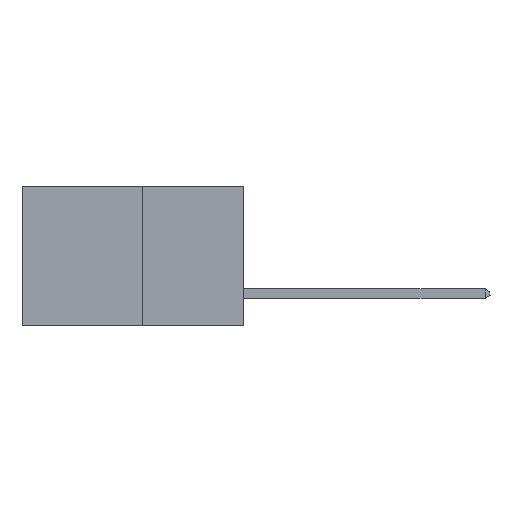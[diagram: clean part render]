
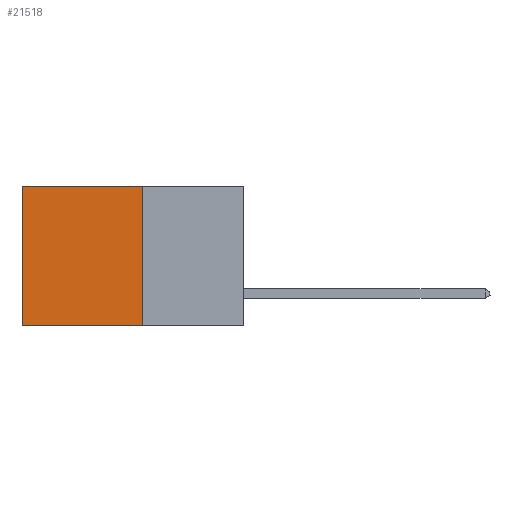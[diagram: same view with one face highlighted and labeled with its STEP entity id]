
A CAD part, left-side view. The second image highlights one B-rep face of the part: STEP entity #21518.
In plain terms, the highlighted planar face has unit normal (-1, 0, 0).
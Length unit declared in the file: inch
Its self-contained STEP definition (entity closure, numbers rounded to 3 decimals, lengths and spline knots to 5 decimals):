
#530 = LINE ( 'NONE', #8394, #20974 ) ;
#941 = EDGE_CURVE ( 'NONE', #33322, #23880, #8725, .T. ) ;
#1932 = FACE_OUTER_BOUND ( 'NONE', #19973, .T. ) ;
#6148 = CARTESIAN_POINT ( 'NONE',  ( 0.277, 0.27, -0.37 ) ) ;
#7341 = DIRECTION ( 'NONE',  ( 0., 0., -1. ) ) ;
#8146 = EDGE_CURVE ( 'NONE', #33322, #18892, #11058, .T. ) ;
#8394 = CARTESIAN_POINT ( 'NONE',  ( 0.277, 0.59, -0.37 ) ) ;
#8725 = LINE ( 'NONE', #21884, #22010 ) ;
#11058 = LINE ( 'NONE', #17941, #24349 ) ;
#11793 = ORIENTED_EDGE ( 'NONE', *, *, #941, .T. ) ;
#11976 = CARTESIAN_POINT ( 'NONE',  ( 0.277, 0.59, 0. ) ) ;
#12613 = DIRECTION ( 'NONE',  ( 0., 0., -1. ) ) ;
#12672 = ORIENTED_EDGE ( 'NONE', *, *, #21897, .F. ) ;
#13605 = DIRECTION ( 'NONE',  ( 0., 0., -1. ) ) ;
#13839 = ORIENTED_EDGE ( 'NONE', *, *, #8146, .F. ) ;
#16294 = VERTEX_POINT ( 'NONE', #21389 ) ;
#16912 = VECTOR ( 'NONE', #22189, 39.37008 ) ;
#17941 = CARTESIAN_POINT ( 'NONE',  ( 0.277, 0.27, -0.37 ) ) ;
#18317 = EDGE_CURVE ( 'NONE', #23880, #16294, #530, .T. ) ;
#18892 = VERTEX_POINT ( 'NONE', #26432 ) ;
#19219 = AXIS2_PLACEMENT_3D ( 'NONE', #20569, #31103, #7341 ) ;
#19973 = EDGE_LOOP ( 'NONE', ( #33547, #12672, #13839, #11793 ) ) ;
#20569 = CARTESIAN_POINT ( 'NONE',  ( 0.277, 0.27, -0.37 ) ) ;
#20974 = VECTOR ( 'NONE', #13605, 39.37008 ) ;
#21389 = CARTESIAN_POINT ( 'NONE',  ( 0.277, 0.59, -0.37 ) ) ;
#21518 = ADVANCED_FACE ( 'NONE', ( #1932 ), #23255, .F. ) ;
#21884 = CARTESIAN_POINT ( 'NONE',  ( 0.277, 0.27, 0. ) ) ;
#21897 = EDGE_CURVE ( 'NONE', #18892, #16294, #31005, .T. ) ;
#22010 = VECTOR ( 'NONE', #22969, 39.37008 ) ;
#22189 = DIRECTION ( 'NONE',  ( 0., 1., 0. ) ) ;
#22969 = DIRECTION ( 'NONE',  ( 0., 1., 0. ) ) ;
#23255 = PLANE ( 'NONE',  #19219 ) ;
#23880 = VERTEX_POINT ( 'NONE', #11976 ) ;
#24349 = VECTOR ( 'NONE', #12613, 39.37008 ) ;
#26432 = CARTESIAN_POINT ( 'NONE',  ( 0.277, 0.27, -0.37 ) ) ;
#31005 = LINE ( 'NONE', #6148, #16912 ) ;
#31103 = DIRECTION ( 'NONE',  ( 1., 0., 0. ) ) ;
#33322 = VERTEX_POINT ( 'NONE', #34138 ) ;
#33547 = ORIENTED_EDGE ( 'NONE', *, *, #18317, .T. ) ;
#34138 = CARTESIAN_POINT ( 'NONE',  ( 0.277, 0.27, 0. ) ) ;
